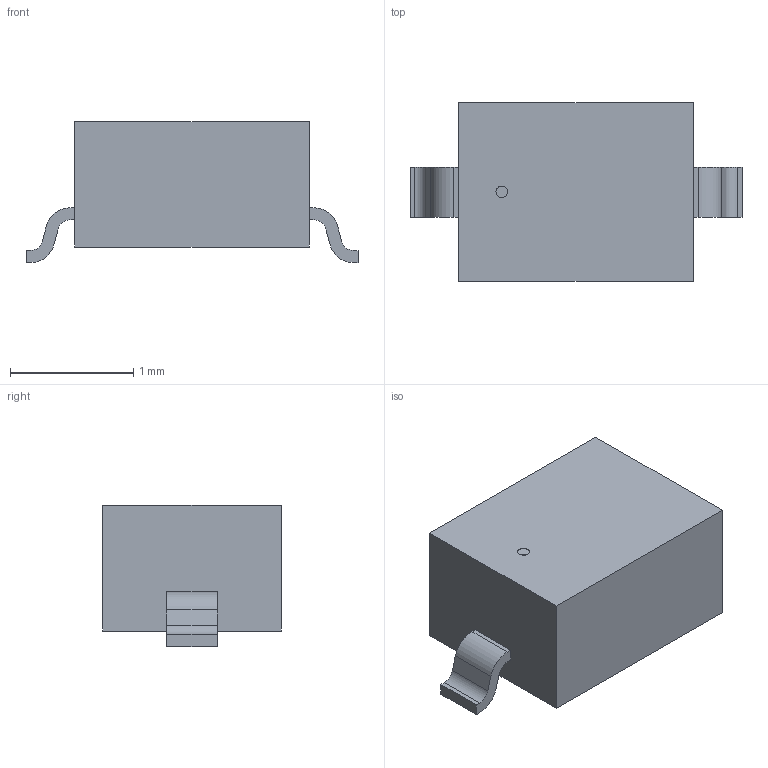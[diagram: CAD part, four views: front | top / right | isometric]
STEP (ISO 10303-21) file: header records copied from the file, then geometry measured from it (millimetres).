
FILE_DESCRIPTION(('STEP AP214'),'1');
FILE_NAME('DIODE_CDSOD323-T05C_BRN','2024-10-28T05:18:20',(''),(''),'','','');
FILE_SCHEMA(('AUTOMOTIVE_DESIGN'));
Length unit declared in the file: millimetre
Products named in the file (1): product
Bounding box: 2.69 x 1.45 x 1.15 mm (x, y, z)
Volume: 2.8 mm3; surface area: 13.7 mm2
Topology: 4 solids, 4 shells, 37 faces, 87 edges, 58 vertices
Faces by surface type: plane 28, cylinder 9
Full cylindrical faces by diameter (mm): 0.095 x1
Entity records: 1181 total; most frequent: DIRECTION 182, ORIENTED_EDGE 172, CARTESIAN_POINT 107, EDGE_CURVE 86, LINE 68, VECTOR 68, VERTEX_POINT 58, AXIS2_PLACEMENT_3D 57
